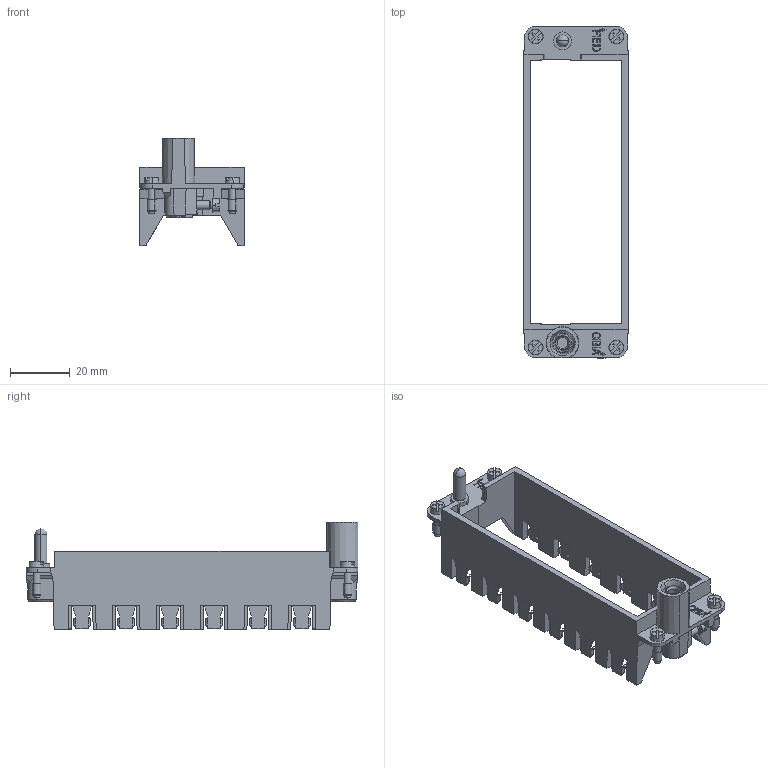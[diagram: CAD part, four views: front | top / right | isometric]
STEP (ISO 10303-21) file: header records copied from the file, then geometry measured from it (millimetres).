
FILE_DESCRIPTION(('HOOPS Exchange Step'),'2;1');
FILE_NAME('export-BF9BF8A8-E463-4AB1-9CD3-F672CF91A30F.stp','2022-09-27T14:58:01+02:00',('Engineering'),('Alibre'),'HOOPS Exchange 2021.0','Alibre','Unknown authorisation');
FILE_SCHEMA( ('AP242_MANAGED_MODEL_BASED_3D_ENGINEERING_MIM_LF {1 0 10303 442 1 1 4 }') );
Length unit declared in the file: millimetre
Products named in the file (2): 6061-1 Module carrier frame - HC-M-B24-MFH-H - Cable Side - 1182095; 6061 Module carrier frame - HC-M-B24-MFH-H - Cable Side - 1182095
Assembly tree (1 placements, depth 2):
  6061 Module carrier frame - HC-M-B24-MFH-H - Cable Side - 1182095
    6061-1 Module carrier frame - HC-M-B24-MFH-H - Cable Side - 1182095
Bounding box: 34.9 x 111 x 36 mm (x, y, z)
Volume: 15420.4 mm3; surface area: 16780.5 mm2
Topology: 1 solids, 1 shells, 1083 faces, 2939 edges, 1893 vertices
Faces by surface type: plane 719, cylinder 243, bspline 74, cone 45, sphere 2
Entity records: 43568 total; most frequent: CARTESIAN_POINT 16290, ORIENTED_EDGE 5874, DIRECTION 5071, EDGE_CURVE 2937, VECTOR 2021, LINE 2021, VERTEX_POINT 1893, AXIS2_PLACEMENT_3D 1525
